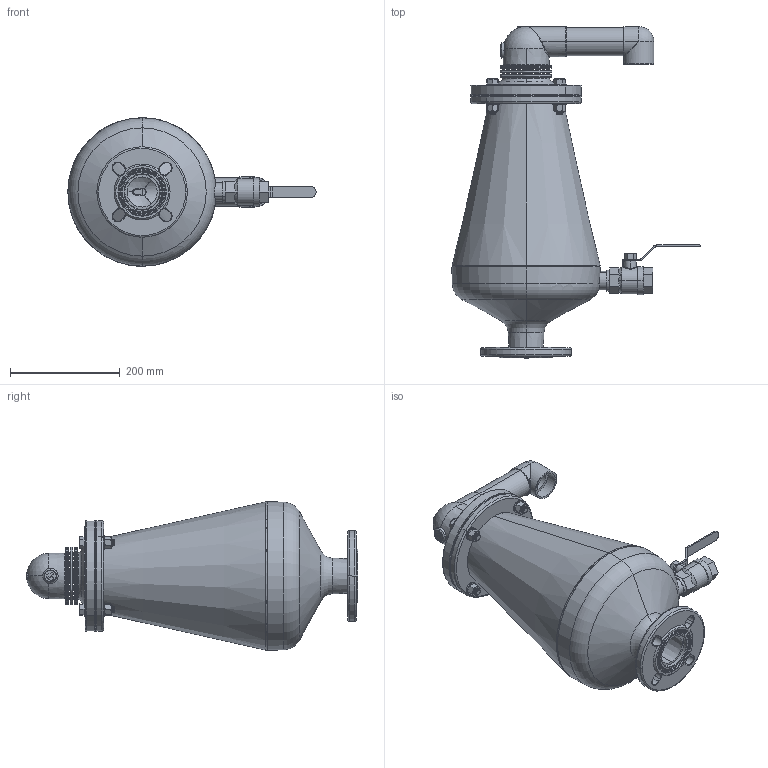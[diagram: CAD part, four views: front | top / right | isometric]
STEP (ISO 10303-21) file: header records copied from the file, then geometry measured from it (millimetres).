
FILE_DESCRIPTION (( 'STEP AP203' ), '1' );
FILE_NAME ('D-020-02BT EUR NA.STEP', '2013-12-23T09:57:21', ( '' ), ( '' ), 'SwSTEP 2.0', 'SolidWorks 2012', '' );
FILE_SCHEMA (( 'CONFIG_CONTROL_DESIGN' ));
Length unit declared in the file: millimetre
Products named in the file (1): D-020-02BT EUR NA
Bounding box: 452.93 x 605.4 x 271.14 mm (x, y, z)
Surface area: 767881.2 mm2 (no closed solid volume)
Topology: 0 solids, 53 shells, 614 faces, 1956 edges, 1373 vertices
Faces by surface type: plane 182, cone 158, cylinder 155, torus 97, bspline 19, sphere 3
Entity records: 26826 total; most frequent: CARTESIAN_POINT 9966, DIRECTION 3566, ORIENTED_EDGE 3158, EDGE_CURVE 1953, AXIS2_PLACEMENT_3D 1418, VERTEX_POINT 1373, CIRCLE 822, VECTOR 730
